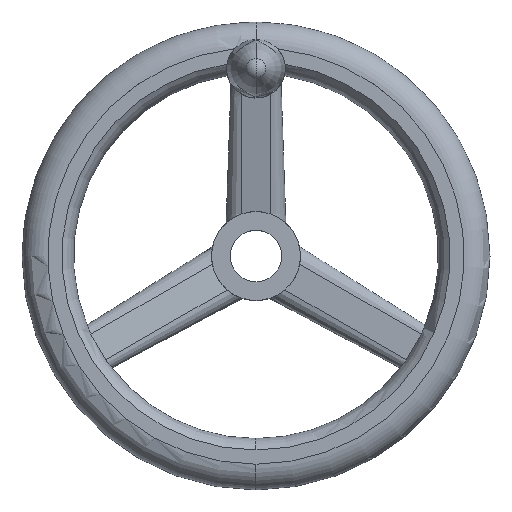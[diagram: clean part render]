
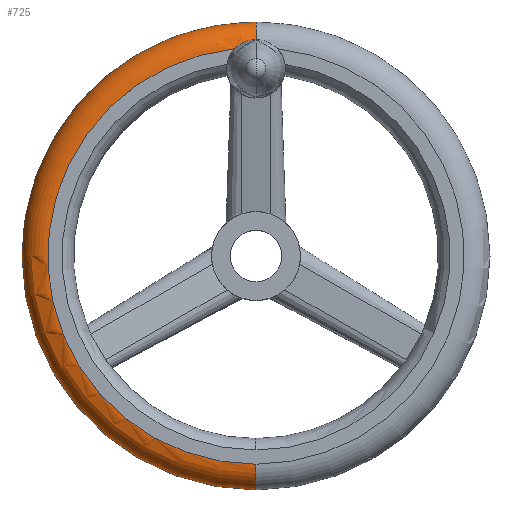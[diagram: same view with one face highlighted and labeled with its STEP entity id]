
A CAD part, top view. The second image highlights one B-rep face of the part: STEP entity #725.
In plain terms, the highlighted toroidal (fillet/blend) face has major radius 89 mm and minor radius 11 mm.
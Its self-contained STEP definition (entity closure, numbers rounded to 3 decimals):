
#271=VERTEX_POINT('',#781);
#367=VERTEX_POINT('',#889);
#405=VERTEX_POINT('',#932);
#409=VERTEX_POINT('',#937);
#439=EDGE_CURVE('',#405,#409,#968,.T.);
#461=VERTEX_POINT('',#992);
#493=EDGE_CURVE('',#271,#461,#1026,.T.);
#639=EDGE_CURVE('',#405,#367,#1188,.T.);
#659=EDGE_CURVE('',#271,#367,#1209,.T.);
#663=EDGE_CURVE('',#461,#409,#1213,.T.);
#725=ADVANCED_FACE('',(#1279),#1280,.T.);
#781=CARTESIAN_POINT('',(0.,-89.0,45.));
#889=CARTESIAN_POINT('',(0.,-100.0,34.));
#932=CARTESIAN_POINT('',(0.,100.,34.));
#937=CARTESIAN_POINT('',(0.,89.,45.));
#968=CIRCLE('',#1706,11.0);
#992=CARTESIAN_POINT('',(-9.138,88.53,45.));
#1026=CIRCLE('',#1856,89.);
#1188=CIRCLE('',#2341,100.0);
#1209=CIRCLE('',#2400,11.0);
#1213=CIRCLE('',#2407,89.);
#1279=FACE_OUTER_BOUND('',#2596,.T.);
#1280=TOROIDAL_SURFACE('',#2597,89.0,11.0);
#1706=AXIS2_PLACEMENT_3D('',#2951,#2952,#2953);
#1856=AXIS2_PLACEMENT_3D('',#3015,#3016,#3017);
#2341=AXIS2_PLACEMENT_3D('',#3219,#3220,#3221);
#2400=AXIS2_PLACEMENT_3D('',#3238,#3239,#3240);
#2407=AXIS2_PLACEMENT_3D('',#3242,#3243,#3244);
#2596=EDGE_LOOP('',(#3315,#3316,#3317,#3318,#3319));
#2597=AXIS2_PLACEMENT_3D('',#3320,#3321,#3322);
#2951=CARTESIAN_POINT('',(0.,89.,34.));
#2952=DIRECTION('',(1.0,0.,0.));
#2953=DIRECTION('',(0.,1.0,0.));
#3015=CARTESIAN_POINT('',(0.,0.,45.));
#3016=DIRECTION('',(0.,0.,-1.0));
#3017=DIRECTION('',(0.,1.0,0.));
#3219=CARTESIAN_POINT('',(0.,0.,34.));
#3220=DIRECTION('',(0.,0.,1.0));
#3221=DIRECTION('',(1.0,0.0,0.));
#3238=CARTESIAN_POINT('',(0.,-89.0,34.));
#3239=DIRECTION('',(1.0,0.,0.));
#3240=DIRECTION('',(0.,-1.0,0.));
#3242=CARTESIAN_POINT('',(0.,0.,45.));
#3243=DIRECTION('',(0.,0.,-1.0));
#3244=DIRECTION('',(0.,1.0,0.));
#3315=ORIENTED_EDGE('',*,*,#639,.T.);
#3316=ORIENTED_EDGE('',*,*,#659,.F.);
#3317=ORIENTED_EDGE('',*,*,#493,.T.);
#3318=ORIENTED_EDGE('',*,*,#663,.T.);
#3319=ORIENTED_EDGE('',*,*,#439,.F.);
#3320=CARTESIAN_POINT('',(0.,0.,34.));
#3321=DIRECTION('',(0.,0.,1.0));
#3322=DIRECTION('',(0.,1.0,0.0));
